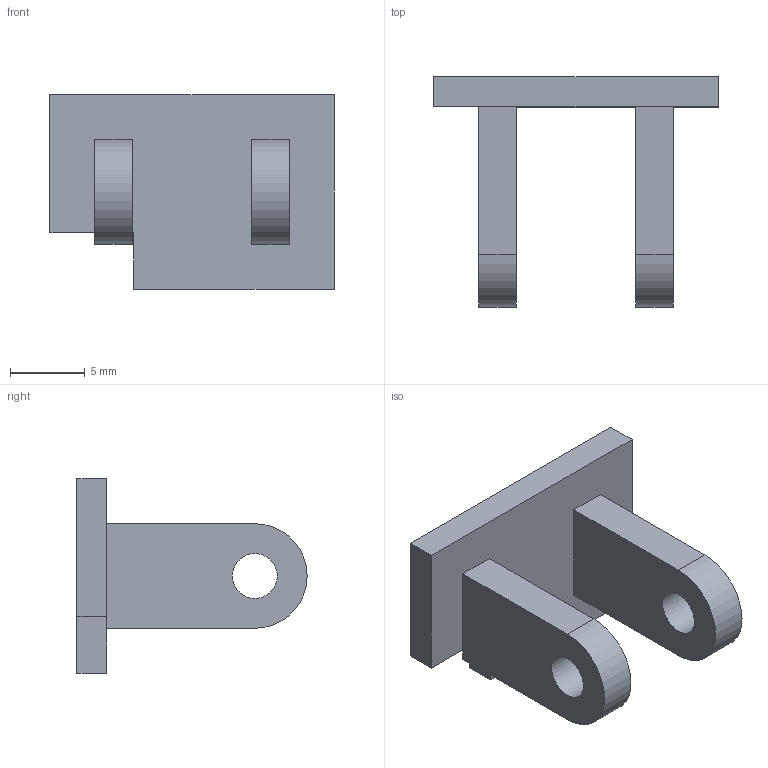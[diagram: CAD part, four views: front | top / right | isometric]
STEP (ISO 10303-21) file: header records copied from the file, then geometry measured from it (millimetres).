
FILE_DESCRIPTION(/* description */ ('Unknown'),/* implementation_level */ '2;1');
FILE_NAME(/* name */ 'RELEASE_INSERT',/* time_stamp */ '2019-05-29T07:05:02-04:00',/* author */ ('Unknown'),/* organization */ ('Unknown'),/* preprocessor_version */ 'ST-DEVELOPER v16.7',/* originating_system */ 'DEX',/* authorisation */ $);
FILE_SCHEMA (('AUTOMOTIVE_DESIGN {1 0 10303 214 3 1 1}'));
Length unit declared in the file: millimetre
Products named in the file (1): RELEASE_INSERT
Bounding box: 19 x 15.4 x 13 mm (x, y, z)
Volume: 859 mm3; surface area: 1075.5 mm2
Topology: 1 solids, 1 shells, 21 faces, 53 edges, 35 vertices
Faces by surface type: plane 17, cylinder 4
Full cylindrical faces by diameter (mm): 3 x2
Entity records: 646 total; most frequent: CARTESIAN_POINT 106, DIRECTION 102, ORIENTED_EDGE 100, EDGE_CURVE 50, LINE 42, VECTOR 42, VERTEX_POINT 34, AXIS2_PLACEMENT_3D 30
